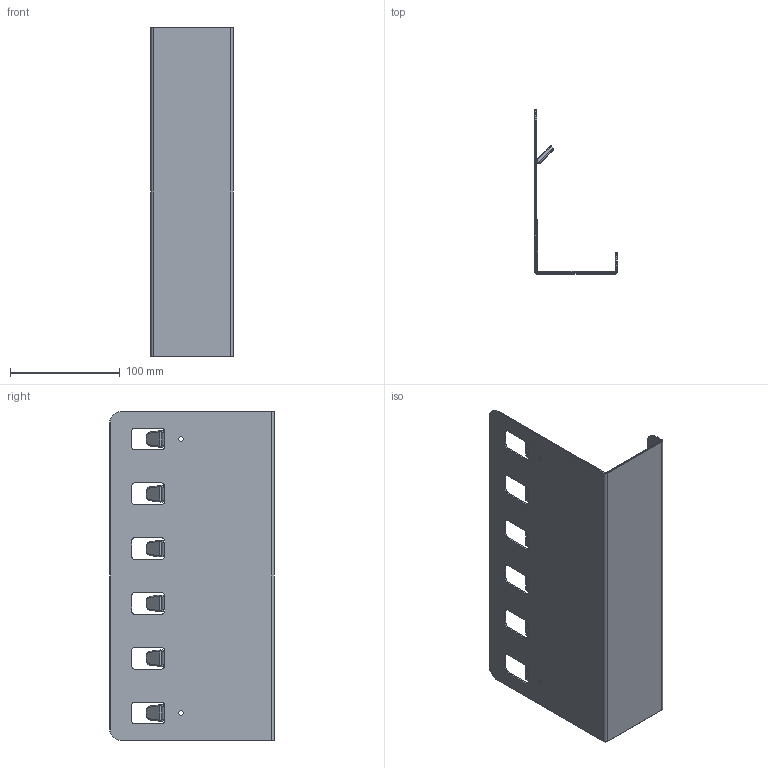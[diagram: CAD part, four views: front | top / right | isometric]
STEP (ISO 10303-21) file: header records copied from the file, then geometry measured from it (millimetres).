
FILE_DESCRIPTION(('Creo Elements/Direct Modeling STEP Export'),'2;1');
FILE_NAME('1996-300.stp','2024-09-16T11:35:34',(''),(''),'Creo Elements/Direct Modeling STEP processor for AP214 (Solid Model)','Creo Elements/Direct Modeling 20.0 12-Nov-2016 (C) Parametric Technology GmbH','');
FILE_SCHEMA(('AUTOMOTIVE_DESIGN { 1 0 10303 214 1 1 1 1 }'));
Length unit declared in the file: millimetre
Products named in the file (4): Haube.5; Rutschfilm; Leiste; Schluesselleiste_komplett
Assembly tree (8 placements, depth 2):
  Schluesselleiste_komplett
    Haube.5  x6
    Leiste
    Rutschfilm
Bounding box: 75 x 150 x 300 mm (x, y, z)
Volume: 141526.4 mm3; surface area: 213548.7 mm2
Topology: 8 solids, 8 shells, 417 faces, 1021 edges, 584 vertices
Faces by surface type: cylinder 173, plane 144, sphere 48, torus 40, bspline 12
Entity records: 8057 total; most frequent: CARTESIAN_POINT 2364, ORIENTED_EDGE 1166, DIRECTION 1117, EDGE_CURVE 583, AXIS2_PLACEMENT_3D 410, VERTEX_POINT 359, VECTOR 297, LINE 297
